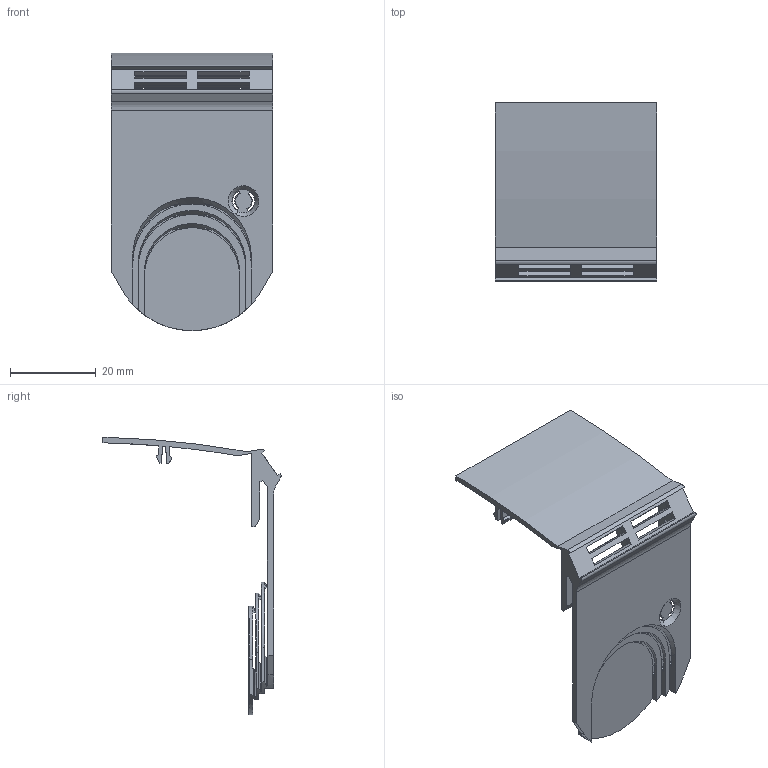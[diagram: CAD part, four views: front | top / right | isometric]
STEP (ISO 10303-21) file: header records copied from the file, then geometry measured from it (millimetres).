
FILE_DESCRIPTION(('CATIA V5 STEP Exchange','CAx-IF Rec.Pracs.--- Model Styling and Organization---1.2---2011-12-15'),'2;1');
FILE_NAME ('D1463016_0', '2017-03-07T12:33:53+00:00', ('none'), ('Weidmueller'), 'CATIA Version 5-6 Release 2014', 'CATIA V5 STEP AP214', 'none');
FILE_SCHEMA(('AUTOMOTIVE_DESIGN { 1 0 10303 214 1 1 1 1 }'));
Length unit declared in the file: millimetre
Products named in the file (1): 2503390000_WPDPC_X33_GY
Bounding box: 37.6 x 41.48 x 64.64 mm (x, y, z)
Volume: 5138.6 mm3; surface area: 8853.2 mm2
Topology: 1 solids, 1 shells, 199 faces, 612 edges, 398 vertices
Faces by surface type: plane 143, bspline 25, cylinder 22, cone 9
Entity records: 8581 total; most frequent: CARTESIAN_POINT 3613, ORIENTED_EDGE 1224, DIRECTION 724, EDGE_CURVE 612, VERTEX_POINT 398, VECTOR 383, LINE 383, EDGE_LOOP 206
